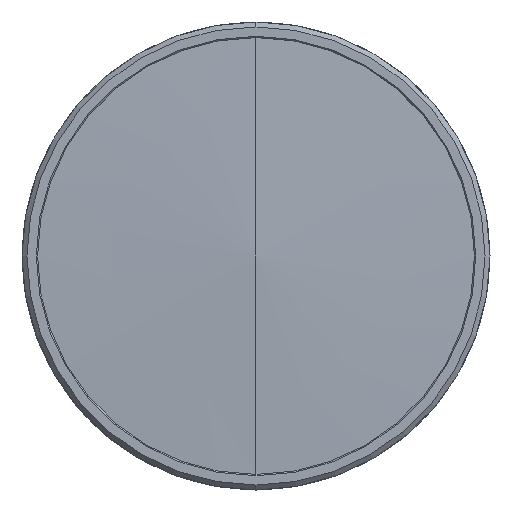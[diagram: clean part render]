
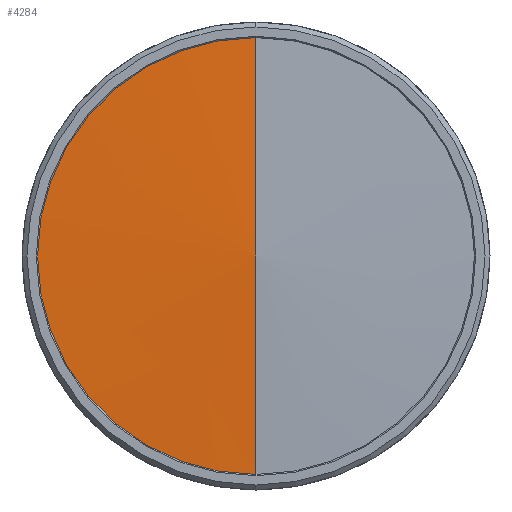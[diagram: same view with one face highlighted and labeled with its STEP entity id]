
A CAD part, left-side view. The second image highlights one B-rep face of the part: STEP entity #4284.
In plain terms, the highlighted conical face has half-angle 87.825 degrees and reference radius 26326.6 mm.
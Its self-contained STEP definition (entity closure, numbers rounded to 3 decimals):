
#103 = DIRECTION ( 'NONE',  ( 0.038, 0., -0.999 ) ) ;
#338 = CARTESIAN_POINT ( 'NONE',  ( 3.333, 0., 87.75 ) ) ;
#396 = EDGE_CURVE ( 'NONE', #5011, #790, #2187, .T. ) ;
#604 = CARTESIAN_POINT ( 'NONE',  ( 0., 0., 0. ) ) ;
#790 = VERTEX_POINT ( 'NONE', #338 ) ;
#1037 = LINE ( 'NONE', #1171, #4292 ) ;
#1132 = VERTEX_POINT ( 'NONE', #6006 ) ;
#1171 = CARTESIAN_POINT ( 'NONE',  ( 0., 0., 0. ) ) ;
#1841 = DIRECTION ( 'NONE',  ( 0., 0., -1. ) ) ;
#1845 = DIRECTION ( 'NONE',  ( 0., 0., -1. ) ) ;
#2187 = CIRCLE ( 'NONE', #2815, 87.75 ) ;
#2713 = AXIS2_PLACEMENT_3D ( 'NONE', #2851, #3726, #1845 ) ;
#2788 = CARTESIAN_POINT ( 'NONE',  ( 3.333, 0., 0. ) ) ;
#2812 = ORIENTED_EDGE ( 'NONE', *, *, #5238, .T. ) ;
#2815 = AXIS2_PLACEMENT_3D ( 'NONE', #2788, #4669, #1841 ) ;
#2851 = CARTESIAN_POINT ( 'NONE',  ( 1000., 0., 0. ) ) ;
#3152 = ORIENTED_EDGE ( 'NONE', *, *, #396, .F. ) ;
#3384 = CONICAL_SURFACE ( 'NONE', #2713, 26326.643, 1.533 ) ;
#3486 = DIRECTION ( 'NONE',  ( 0.038, 0., 0.999 ) ) ;
#3726 = DIRECTION ( 'NONE',  ( 1., 0., 0. ) ) ;
#4284 = ADVANCED_FACE ( 'NONE', ( #5279 ), #3384, .T. ) ;
#4292 = VECTOR ( 'NONE', #3486, 1000. ) ;
#4523 = EDGE_CURVE ( 'NONE', #1132, #5011, #5714, .T. ) ;
#4669 = DIRECTION ( 'NONE',  ( 1., 0., 0. ) ) ;
#4765 = ORIENTED_EDGE ( 'NONE', *, *, #4523, .F. ) ;
#5011 = VERTEX_POINT ( 'NONE', #5530 ) ;
#5238 = EDGE_CURVE ( 'NONE', #1132, #790, #1037, .T. ) ;
#5279 = FACE_OUTER_BOUND ( 'NONE', #5380, .T. ) ;
#5380 = EDGE_LOOP ( 'NONE', ( #4765, #2812, #3152 ) ) ;
#5530 = CARTESIAN_POINT ( 'NONE',  ( 3.333, 0., -87.75 ) ) ;
#5572 = VECTOR ( 'NONE', #103, 1000. ) ;
#5714 = LINE ( 'NONE', #604, #5572 ) ;
#6006 = CARTESIAN_POINT ( 'NONE',  ( 0., 0., 0. ) ) ;
